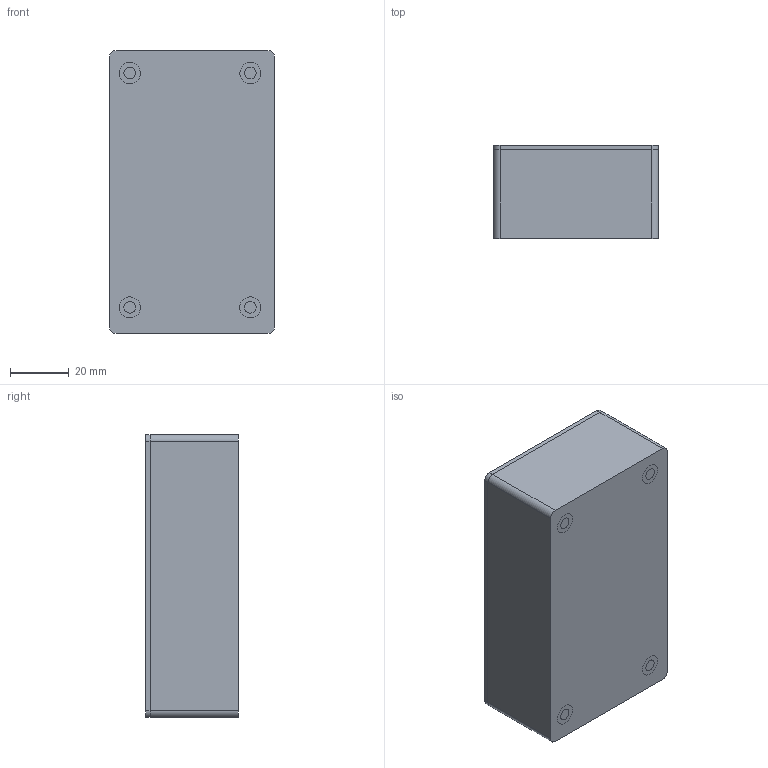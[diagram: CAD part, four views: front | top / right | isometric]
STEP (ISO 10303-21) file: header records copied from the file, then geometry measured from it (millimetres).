
FILE_DESCRIPTION(/* description */ (''),/* implementation_level */ '2;1');
FILE_NAME(/* name */ 'Engine Doctor V0.1 v9.step',/* time_stamp */ '2021-08-12T14:47:25-04:00',/* author */ (''),/* organization */ (''),/* preprocessor_version */ 'ST-DEVELOPER v18.1',/* originating_system */ 'Autodesk Translation Framework v10.9.0.1377',/* authorisation */ '');
FILE_SCHEMA (('AUTOMOTIVE_DESIGN { 1 0 10303 214 3 1 1 }'));
Length unit declared in the file: millimetre
Products named in the file (4): Engine Doctor V0.1; Enclosure; Bottom; Top
Assembly tree (3 placements, depth 3):
  Engine Doctor V0.1
    Enclosure
      Bottom
      Top
Bounding box: 56 x 31.5 x 96 mm (x, y, z)
Volume: 42849 mm3; surface area: 41813.1 mm2
Topology: 6 solids, 6 shells, 774 faces, 2175 edges, 1446 vertices
Faces by surface type: plane 506, bspline 252, cylinder 16
Entity records: 27076 total; most frequent: CARTESIAN_POINT 8686, ORIENTED_EDGE 4350, DIRECTION 2761, EDGE_CURVE 2175, LINE 1639, VECTOR 1639, VERTEX_POINT 1446, EDGE_LOOP 817
